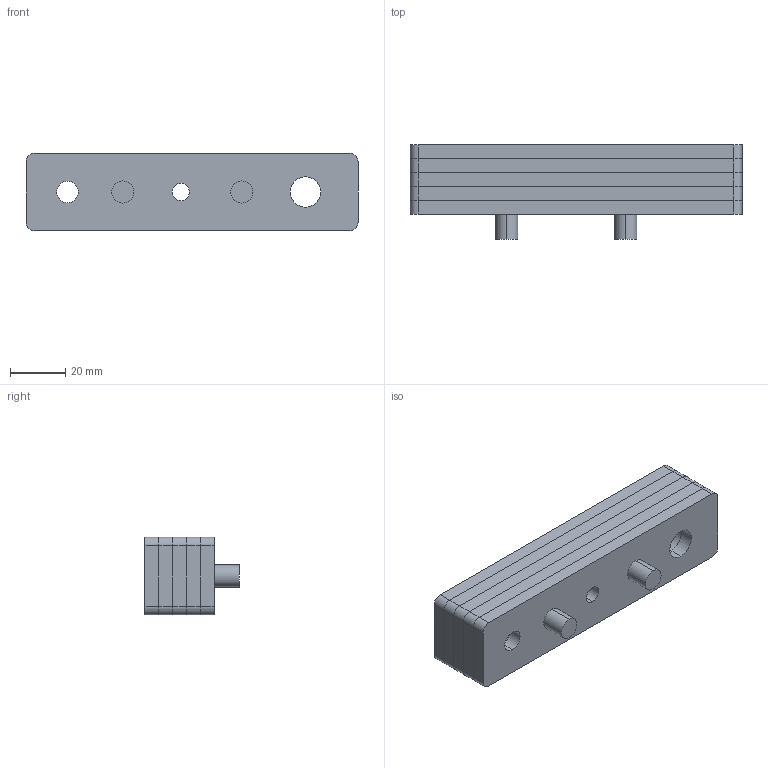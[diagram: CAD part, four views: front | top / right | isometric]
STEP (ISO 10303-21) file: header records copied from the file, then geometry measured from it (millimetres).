
FILE_DESCRIPTION (( 'STEP AP203' ), '1' );
FILE_NAME ('AL-S30D7.5D11 Êîíäóêòîð ñâåðëèëüíûé ïàç 8, ñåðèÿ 30.STEP', '2025-03-28T11:13:39', ( '' ), ( '' ), 'SwSTEP 2.0', 'SolidWorks 2021', '' );
FILE_SCHEMA (( 'CONFIG_CONTROL_DESIGN' ));
Length unit declared in the file: millimetre
Products named in the file (1): AL-S30D7.5D11 Êîíäóêòîð ñâåðëèëüíûé ïàç 8, ñåðèÿ 30
Bounding box: 120 x 34 x 28 mm (x, y, z)
Volume: 80386.4 mm3; surface area: 43188.8 mm2
Topology: 7 solids, 7 shells, 108 faces, 282 edges, 188 vertices
Faces by surface type: cylinder 74, plane 34
Entity records: 3559 total; most frequent: DIRECTION 648, CARTESIAN_POINT 579, ORIENTED_EDGE 564, EDGE_CURVE 282, AXIS2_PLACEMENT_3D 257, VERTEX_POINT 188, EDGE_LOOP 158, CIRCLE 148
